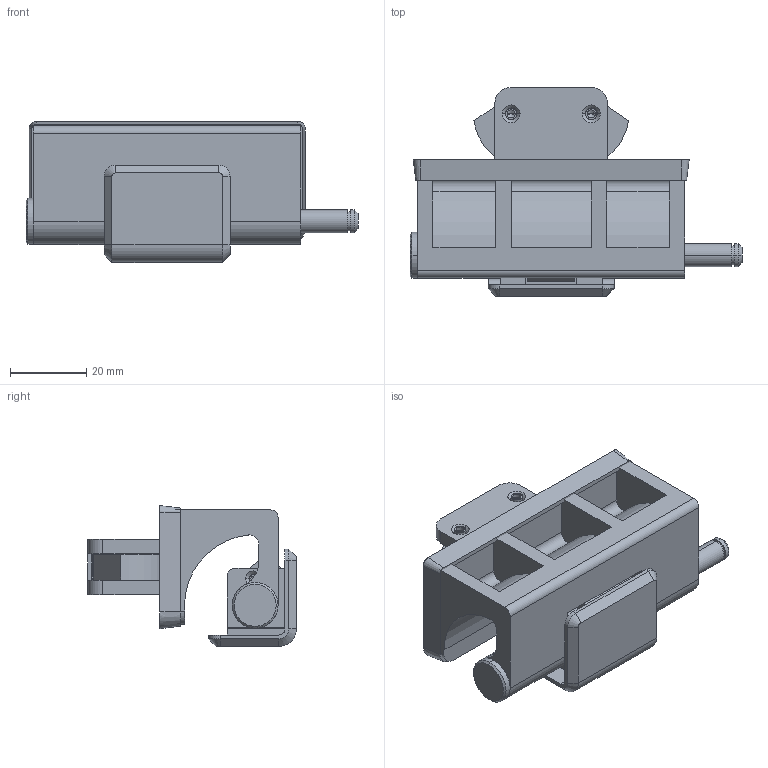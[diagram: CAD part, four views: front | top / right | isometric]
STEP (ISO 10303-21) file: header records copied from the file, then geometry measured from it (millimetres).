
FILE_DESCRIPTION (( 'STEP AP203' ), '1' );
FILE_NAME ('B-271-1.6.STEP', '2019-10-24T04:24:05', ( '' ), ( '' ), 'SwSTEP 2.0', 'SolidWorks 2014', '' );
FILE_SCHEMA (( 'CONFIG_CONTROL_DESIGN' ));
Length unit declared in the file: millimetre
Products named in the file (9): B-271_扉羽フック_公開用; B-271_扉羽フックピン; B-271_フック_公開用; B-271_軸; B-1099-8乣12__B-1099-8; B-271-1.6; B-271_ヒンジベース_公開用; B-271_羽根_1.6公開用; B-271_パッキン
Assembly tree (10 placements, depth 2):
  B-271-1.6
    B-271_ヒンジベース_公開用
    B-271_羽根_1.6公開用
    B-271_パッキン
    B-271_扉羽フック_公開用
    B-271_扉羽フックピン
    B-271_フック_公開用  x2
    B-271_軸  x2
    B-1099-8乣12__B-1099-8
Bounding box: 87 x 54.7 x 36.95 mm (x, y, z)
Volume: 48243.9 mm3; surface area: 32165.1 mm2
Topology: 10 solids, 10 shells, 278 faces, 722 edges, 472 vertices
Faces by surface type: plane 129, cylinder 110, cone 34, bspline 5
Entity records: 9154 total; most frequent: CARTESIAN_POINT 1823, DIRECTION 1363, ORIENTED_EDGE 1302, EDGE_CURVE 651, AXIS2_PLACEMENT_3D 489, VERTEX_POINT 431, VECTOR 385, LINE 385
